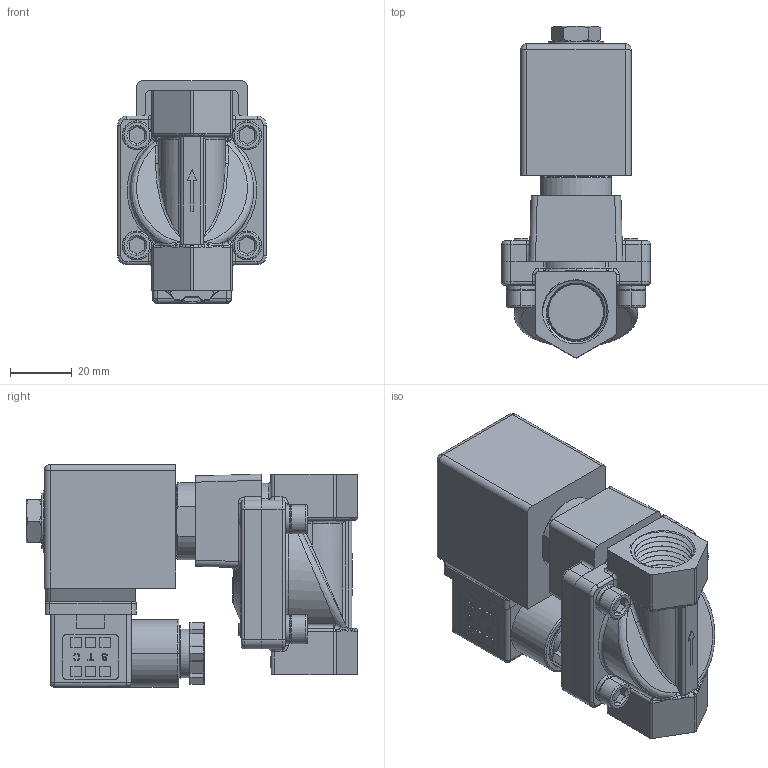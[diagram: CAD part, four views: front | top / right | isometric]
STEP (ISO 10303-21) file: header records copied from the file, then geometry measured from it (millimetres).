
FILE_DESCRIPTION (( 'STEP AP214' ), '1' );
FILE_NAME ('2RSO150-1-2.STEP', '2018-09-04T20:15:45', ( '' ), ( '' ), 'SwSTEP 2.0', 'SolidWorks 2016', '' );
FILE_SCHEMA (( 'AUTOMOTIVE_DESIGN' ));
Length unit declared in the file: millimetre
Products named in the file (1): 2RSO150-1-2
Bounding box: 48.2 x 107.55 x 72.2 mm (x, y, z)
Volume: 156221.2 mm3; surface area: 60217.6 mm2
Topology: 22 solids, 22 shells, 1705 faces, 4694 edges, 3066 vertices
Faces by surface type: plane 670, cylinder 623, bspline 162, torus 107, cone 106, sphere 37
Entity records: 125898 total; most frequent: CARTESIAN_POINT 66962, ORIENTED_EDGE 9346, DIRECTION 6934, EDGE_CURVE 4673, VERTEX_POINT 3064, AXIS2_PLACEMENT_3D 2314, VECTOR 2306, LINE 2306
